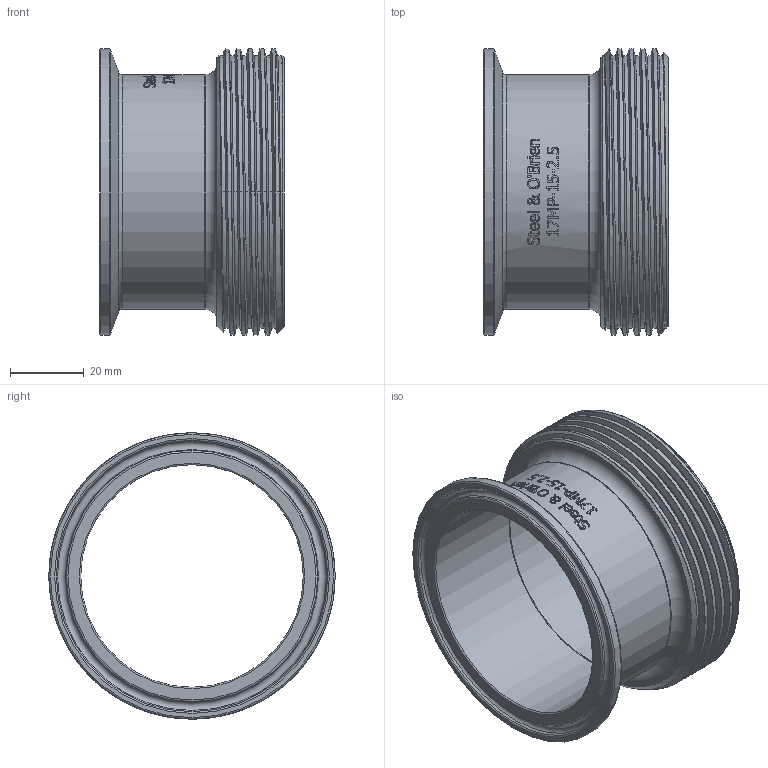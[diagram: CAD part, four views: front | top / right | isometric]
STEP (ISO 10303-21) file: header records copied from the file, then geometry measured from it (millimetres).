
FILE_DESCRIPTION(/* description */ (''),/* implementation_level */ '2;1');
FILE_NAME(/* name */ '17MP-15-2.5.stp',/* time_stamp */ '2022-01-20T08:10:28-05:00',/* author */ ('rick'),/* organization */ (''),/* preprocessor_version */ 'ST-DEVELOPER v18.1',/* originating_system */ 'Autodesk Inventor 2020',/* authorisation */ '');
FILE_SCHEMA (('AUTOMOTIVE_DESIGN { 1 0 10303 214 3 1 1 }'));
Length unit declared in the file: inch
Products named in the file (1): 17MP-15-2.5
Bounding box: 50.01 x 77.42 x 77.42 mm (x, y, z)
Volume: 43131.3 mm3; surface area: 28573.4 mm2
Topology: 1 solids, 1 shells, 407 faces, 1126 edges, 758 vertices
Faces by surface type: bspline 172, plane 165, cylinder 51, torus 12, cone 7
Full cylindrical faces by diameter (mm): 60.198 x2, 63.5 x1, 73.736 x5, 77.394 x1, 77.419 x4
Entity records: 20031 total; most frequent: CARTESIAN_POINT 10508, ORIENTED_EDGE 2252, DIRECTION 1486, EDGE_CURVE 1126, VERTEX_POINT 758, AXIS2_PLACEMENT_3D 498, LINE 490, VECTOR 490
